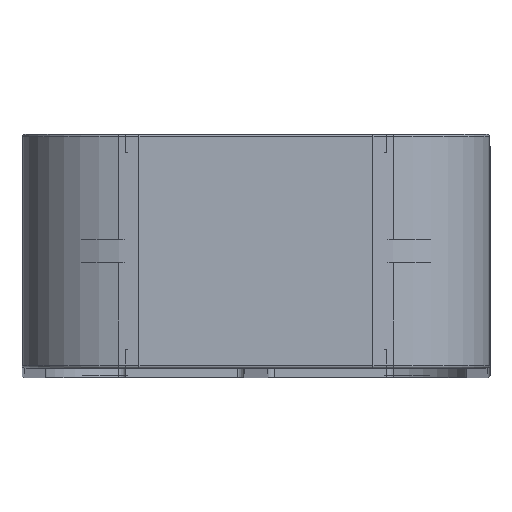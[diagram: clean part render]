
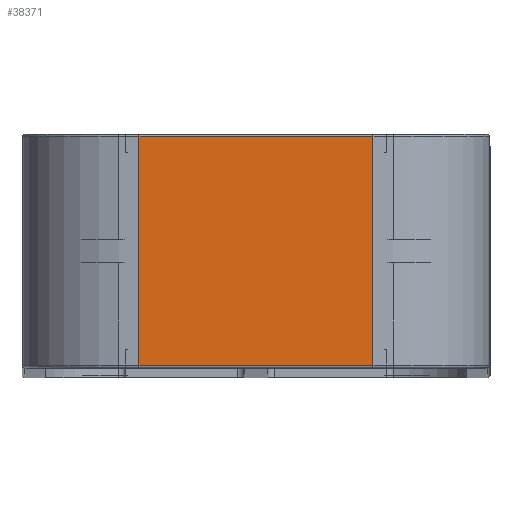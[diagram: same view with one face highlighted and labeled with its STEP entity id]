
A CAD part, top view. The second image highlights one B-rep face of the part: STEP entity #38371.
In plain terms, the highlighted planar face has unit normal (0, 0, 1).
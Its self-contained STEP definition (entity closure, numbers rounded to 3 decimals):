
#116=PLANE('',#40470);
#734=LINE('',#58590,#3990);
#744=LINE('',#58632,#4000);
#745=LINE('',#58636,#4001);
#746=LINE('',#58637,#4002);
#3990=VECTOR('',#45418,10.);
#4000=VECTOR('',#45466,10.);
#4001=VECTOR('',#45471,10.);
#4002=VECTOR('',#45472,10.);
#8691=FACE_OUTER_BOUND('',#10753,.T.);
#10753=EDGE_LOOP('',(#26089,#26090,#26091,#26092));
#15803=VERTEX_POINT('',#58580);
#15805=VERTEX_POINT('',#58586);
#15819=VERTEX_POINT('',#58631);
#15820=VERTEX_POINT('',#58635);
#19903=EDGE_CURVE('',#15803,#15805,#734,.T.);
#19924=EDGE_CURVE('',#15805,#15819,#744,.T.);
#19926=EDGE_CURVE('',#15820,#15803,#745,.T.);
#19927=EDGE_CURVE('',#15819,#15820,#746,.T.);
#26089=ORIENTED_EDGE('',*,*,#19903,.F.);
#26090=ORIENTED_EDGE('',*,*,#19926,.F.);
#26091=ORIENTED_EDGE('',*,*,#19927,.F.);
#26092=ORIENTED_EDGE('',*,*,#19924,.F.);
#38371=ADVANCED_FACE('',(#8691),#116,.T.);
#40470=AXIS2_PLACEMENT_3D('',#58634,#45469,#45470);
#45418=DIRECTION('',(-1.,0.,0.));
#45466=DIRECTION('',(0.,1.,0.));
#45469=DIRECTION('center_axis',(0.,0.,
1.));
#45470=DIRECTION('ref_axis',(1.,0.,0.));
#45471=DIRECTION('',(0.,-1.,0.));
#45472=DIRECTION('',(1.,0.,0.));
#58580=CARTESIAN_POINT('',(0.,-4.9,235.));
#58586=CARTESIAN_POINT('',(-10.,-4.9,235.));
#58590=CARTESIAN_POINT('',(-4.875,-4.9,235.));
#58631=CARTESIAN_POINT('',(-10.,4.9,235.));
#58632=CARTESIAN_POINT('',(-10.,0.,235.));
#58634=CARTESIAN_POINT('Origin',(-10.,0.,
235.));
#58635=CARTESIAN_POINT('',(0.,4.9,235.));
#58636=CARTESIAN_POINT('',(0.,0.,235.));
#58637=CARTESIAN_POINT('',(-4.875,4.9,235.));
